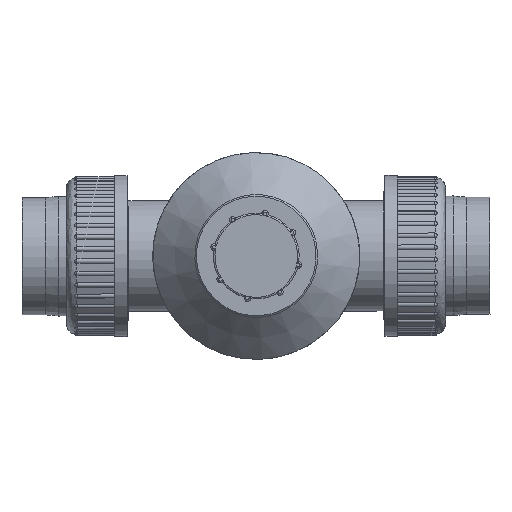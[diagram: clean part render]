
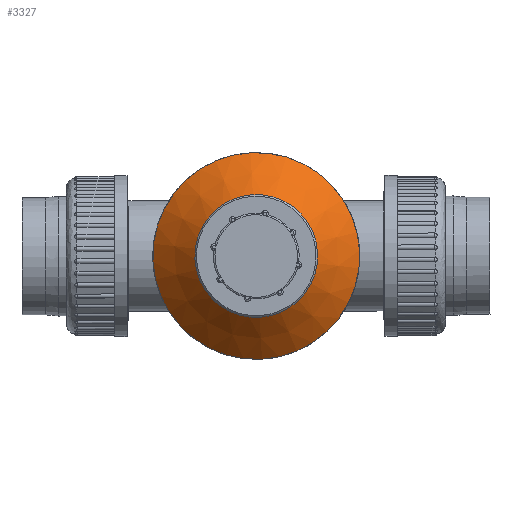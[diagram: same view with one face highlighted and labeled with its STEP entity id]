
A CAD part, front view. The second image highlights one B-rep face of the part: STEP entity #3327.
In plain terms, the highlighted conical face has half-angle 45 degrees and reference radius 38 mm.
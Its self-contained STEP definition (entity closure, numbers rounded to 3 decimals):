
#189 = CONICAL_SURFACE ( 'NONE', #6957, 38., 0.785 ) ;
#2228 = AXIS2_PLACEMENT_3D ( 'NONE', #6271, #8052, #4657 ) ;
#3049 = ORIENTED_EDGE ( 'NONE', *, *, #7742, .T. ) ;
#3327 = ADVANCED_FACE ( 'NONE', ( #8023, #8859 ), #189, .T. ) ;
#3338 = CARTESIAN_POINT ( 'NONE',  ( 15.085, -13.663, 0. ) ) ;
#3446 = DIRECTION ( 'NONE',  ( -1., 0., 0. ) ) ;
#3794 = CARTESIAN_POINT ( 'NONE',  ( 15.085, -13.663, 0. ) ) ;
#3951 = CARTESIAN_POINT ( 'NONE',  ( -48.915, -39.663, 0. ) ) ;
#4657 = DIRECTION ( 'NONE',  ( -1., 0., 0. ) ) ;
#4836 = VERTEX_POINT ( 'NONE', #3951 ) ;
#6271 = CARTESIAN_POINT ( 'NONE',  ( 15.085, -39.663, 0. ) ) ;
#6401 = EDGE_LOOP ( 'NONE', ( #9987 ) ) ;
#6497 = CIRCLE ( 'NONE', #8993, 38. ) ;
#6957 = AXIS2_PLACEMENT_3D ( 'NONE', #3794, #7185, #7975 ) ;
#7168 = EDGE_CURVE ( 'NONE', #9072, #9072, #6497, .T. ) ;
#7185 = DIRECTION ( 'NONE',  ( 0., -1., 0. ) ) ;
#7213 = CIRCLE ( 'NONE', #2228, 64. ) ;
#7347 = CARTESIAN_POINT ( 'NONE',  ( -22.915, -13.663, 0. ) ) ;
#7742 = EDGE_CURVE ( 'NONE', #4836, #4836, #7213, .T. ) ;
#7975 = DIRECTION ( 'NONE',  ( 1., 0., 0. ) ) ;
#8023 = FACE_OUTER_BOUND ( 'NONE', #9285, .T. ) ;
#8052 = DIRECTION ( 'NONE',  ( 0., 1., 0. ) ) ;
#8859 = FACE_BOUND ( 'NONE', #6401, .T. ) ;
#8993 = AXIS2_PLACEMENT_3D ( 'NONE', #3338, #10365, #3446 ) ;
#9072 = VERTEX_POINT ( 'NONE', #7347 ) ;
#9285 = EDGE_LOOP ( 'NONE', ( #3049 ) ) ;
#9987 = ORIENTED_EDGE ( 'NONE', *, *, #7168, .F. ) ;
#10365 = DIRECTION ( 'NONE',  ( 0., 1., 0. ) ) ;
